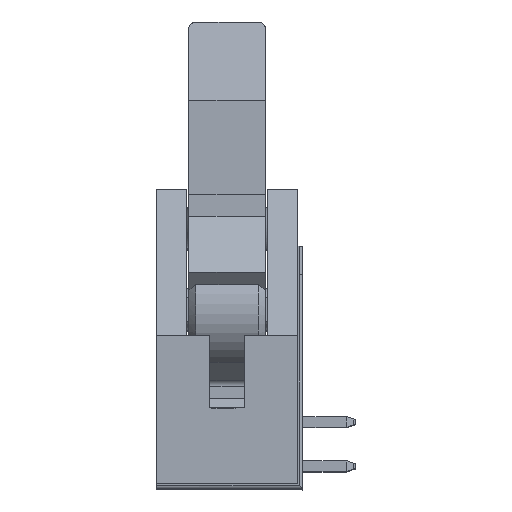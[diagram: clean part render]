
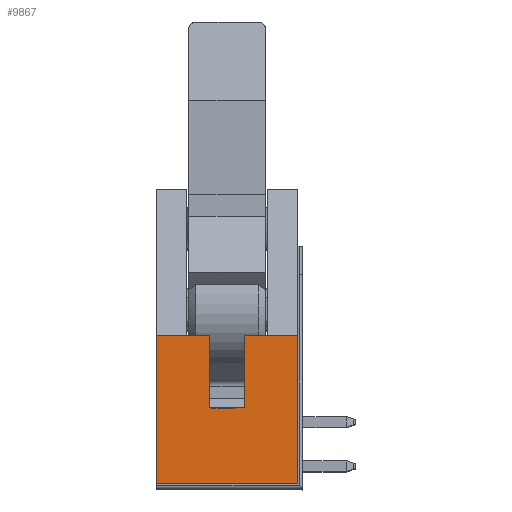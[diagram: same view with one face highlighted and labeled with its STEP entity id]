
A CAD part, top view. The second image highlights one B-rep face of the part: STEP entity #9867.
In plain terms, the highlighted planar face has unit normal (0, 0, 1).
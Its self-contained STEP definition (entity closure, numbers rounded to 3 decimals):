
#817=DIRECTION('',(0.,-1.,0.));
#818=VECTOR('',#817,4.14);
#819=CARTESIAN_POINT('',(-1.,1.24,39.62));
#820=LINE('474',#819,#818);
#821=DIRECTION('',(1.,0.,0.));
#822=VECTOR('',#821,2.);
#823=CARTESIAN_POINT('',(-1.,-2.9,39.62));
#824=LINE('475',#823,#822);
#825=DIRECTION('',(0.,-1.,0.));
#826=VECTOR('',#825,4.14);
#827=CARTESIAN_POINT('',(1.,1.24,39.62));
#828=LINE('476',#827,#826);
#829=DIRECTION('',(1.,0.,0.));
#830=VECTOR('',#829,1.325);
#831=CARTESIAN_POINT('',(1.,1.24,39.62));
#832=LINE('527',#831,#830);
#833=DIRECTION('',(1.,0.,0.));
#834=VECTOR('',#833,1.725);
#835=CARTESIAN_POINT('',(2.325,1.24,39.62));
#836=LINE('359',#835,#834);
#837=DIRECTION('',(0.,1.,0.));
#838=VECTOR('',#837,8.5);
#839=CARTESIAN_POINT('',(4.05,-7.26,39.62));
#840=LINE('121',#839,#838);
#841=DIRECTION('',(1.,0.,0.));
#842=VECTOR('',#841,8.1);
#843=CARTESIAN_POINT('',(-4.05,-7.26,39.62));
#844=LINE('34',#843,#842);
#845=DIRECTION('',(0.,-1.,0.));
#846=VECTOR('',#845,8.5);
#847=CARTESIAN_POINT('',(-4.05,1.24,39.62));
#848=LINE('120',#847,#846);
#849=DIRECTION('',(1.,0.,0.));
#850=VECTOR('',#849,1.725);
#851=CARTESIAN_POINT('',(-4.05,1.24,39.62));
#852=LINE('358',#851,#850);
#853=DIRECTION('',(1.,0.,0.));
#854=VECTOR('',#853,1.325);
#855=CARTESIAN_POINT('',(-2.325,1.24,39.62));
#856=LINE('526',#855,#854);
#6852=CARTESIAN_POINT('',(-4.05,-7.26,39.62));
#6853=CARTESIAN_POINT('',(4.05,-7.26,39.62));
#6854=VERTEX_POINT('',#6852);
#6855=VERTEX_POINT('',#6853);
#6856=CARTESIAN_POINT('',(-4.05,1.24,39.62));
#6858=VERTEX_POINT('',#6856);
#6890=CARTESIAN_POINT('',(4.05,1.24,39.62));
#6891=VERTEX_POINT('',#6890);
#6978=CARTESIAN_POINT('',(-2.325,1.24,39.62));
#6979=VERTEX_POINT('',#6978);
#6980=CARTESIAN_POINT('',(2.325,1.24,39.62));
#6981=VERTEX_POINT('',#6980);
#7004=CARTESIAN_POINT('',(-1.,1.24,39.62));
#7005=CARTESIAN_POINT('',(-1.,-2.9,39.62));
#7006=VERTEX_POINT('',#7004);
#7007=VERTEX_POINT('',#7005);
#7008=CARTESIAN_POINT('',(1.,-2.9,39.62));
#7009=VERTEX_POINT('',#7008);
#7010=CARTESIAN_POINT('',(1.,1.24,39.62));
#7011=VERTEX_POINT('',#7010);
#9843=CARTESIAN_POINT('',(0.,0.,39.62));
#9844=DIRECTION('',(0.,0.,1.));
#9845=DIRECTION('',(1.,0.,0.));
#9846=AXIS2_PLACEMENT_3D('',#9843,#9844,#9845);
#9847=PLANE('32',#9846);
#9849=ORIENTED_EDGE('474',*,*,#9848,.T.);
#9851=ORIENTED_EDGE('475',*,*,#9850,.T.);
#9853=ORIENTED_EDGE('476',*,*,#9852,.F.);
#9855=ORIENTED_EDGE('527',*,*,#9854,.T.);
#9856=ORIENTED_EDGE('359',*,*,#9836,.T.);
#9858=ORIENTED_EDGE('121',*,*,#9857,.F.);
#9860=ORIENTED_EDGE('34',*,*,#9859,.F.);
#9861=ORIENTED_EDGE('120',*,*,#9528,.F.);
#9862=ORIENTED_EDGE('358',*,*,#9822,.T.);
#9864=ORIENTED_EDGE('526',*,*,#9863,.T.);
#9865=EDGE_LOOP('32',(#9849,#9851,#9853,#9855,#9856,#9858,#9860,#9861,#9862,
#9864));
#9866=FACE_OUTER_BOUND('32',#9865,.F.);
#9867=ADVANCED_FACE('32',(#9866),#9847,.T.);
#9528=EDGE_CURVE('120',#6858,#6854,#848,.T.);
#9822=EDGE_CURVE('358',#6858,#6979,#852,.T.);
#9836=EDGE_CURVE('359',#6981,#6891,#836,.T.);
#9848=EDGE_CURVE('474',#7006,#7007,#820,.T.);
#9850=EDGE_CURVE('475',#7007,#7009,#824,.T.);
#9852=EDGE_CURVE('476',#7011,#7009,#828,.T.);
#9854=EDGE_CURVE('527',#7011,#6981,#832,.T.);
#9857=EDGE_CURVE('121',#6855,#6891,#840,.T.);
#9859=EDGE_CURVE('34',#6854,#6855,#844,.T.);
#9863=EDGE_CURVE('526',#6979,#7006,#856,.T.);
